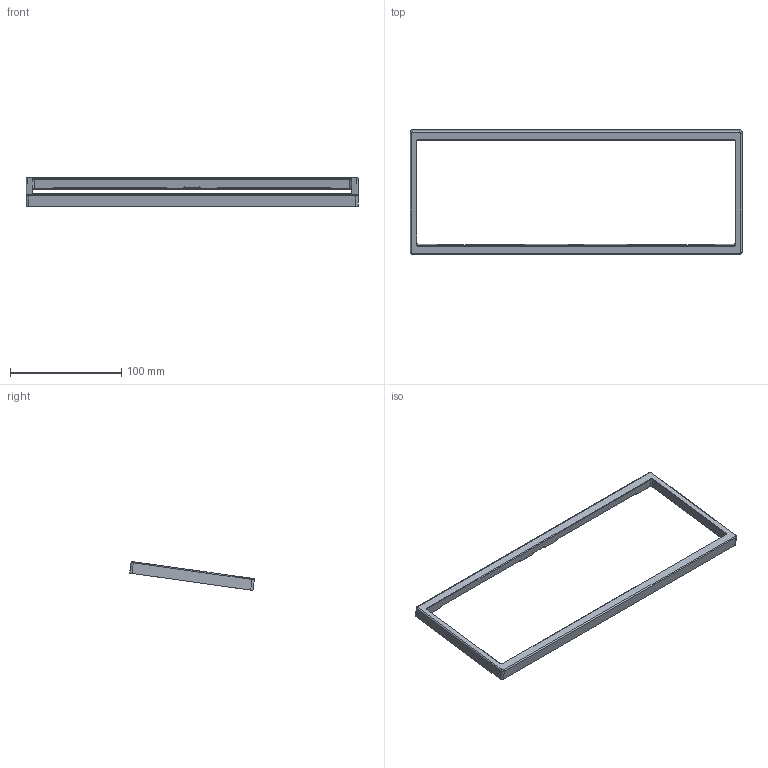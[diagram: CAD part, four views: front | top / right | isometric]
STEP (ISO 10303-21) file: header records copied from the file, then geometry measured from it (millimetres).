
FILE_DESCRIPTION(/* description */ (''),/* implementation_level */ '2;1');
FILE_NAME(/* name */ 'Klasse_S60_Top.step',/* time_stamp */ '2025-04-12T20:10:17+08:00',/* author */ (''),/* organization */ (''),/* preprocessor_version */ 'ST-DEVELOPER v20.1',/* originating_system */ 'Autodesk Translation Framework v14.4.0.0',/* authorisation */ '');
FILE_SCHEMA (('AUTOMOTIVE_DESIGN { 1 0 10303 214 3 1 1 }'));
Length unit declared in the file: millimetre
Products named in the file (2): Klasse S60; Top
Assembly tree (1 placements, depth 2):
  Klasse S60
    Top
Bounding box: 298.27 x 112.03 x 25.92 mm (x, y, z)
Volume: 53635 mm3; surface area: 28305 mm2
Topology: 1 solids, 1 shells, 271 faces, 666 edges, 398 vertices
Faces by surface type: plane 119, cylinder 76, cone 72, bspline 4
Full cylindrical faces by diameter (mm): 2 x6, 2.5 x8
Entity records: 7872 total; most frequent: DIRECTION 1394, CARTESIAN_POINT 1392, ORIENTED_EDGE 1304, EDGE_CURVE 652, AXIS2_PLACEMENT_3D 484, LINE 426, VECTOR 426, VERTEX_POINT 398
